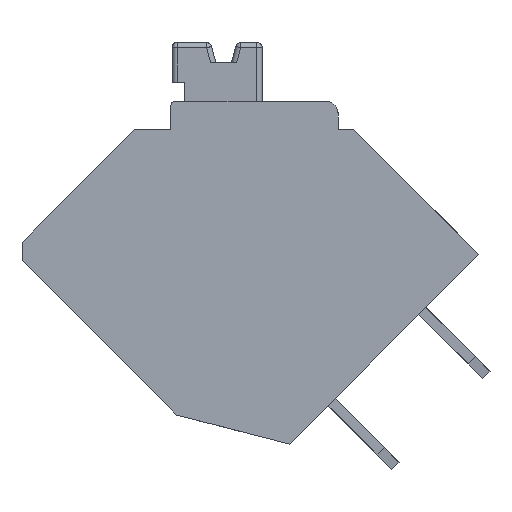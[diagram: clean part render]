
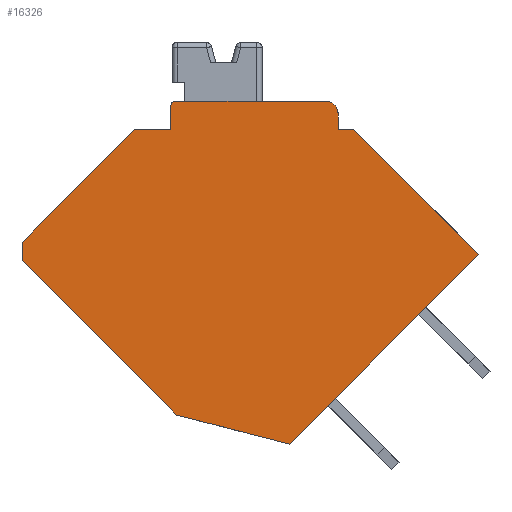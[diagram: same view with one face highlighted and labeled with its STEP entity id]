
A CAD part, left-side view. The second image highlights one B-rep face of the part: STEP entity #16326.
In plain terms, the highlighted planar face has unit normal (-1, 0, 0).
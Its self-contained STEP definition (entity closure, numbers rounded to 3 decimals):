
#353=PLANE('',#17331);
#919=CIRCLE('',#17289,0.5);
#921=CIRCLE('',#17293,0.2);
#2433=ORIENTED_EDGE('',*,*,#7117,.F.);
#2434=ORIENTED_EDGE('',*,*,#7123,.T.);
#2435=ORIENTED_EDGE('',*,*,#6321,.F.);
#2436=ORIENTED_EDGE('',*,*,#7114,.F.);
#2437=ORIENTED_EDGE('',*,*,#7061,.F.);
#2438=ORIENTED_EDGE('',*,*,#6356,.F.);
#2439=ORIENTED_EDGE('',*,*,#7105,.F.);
#2440=ORIENTED_EDGE('',*,*,#7104,.F.);
#2441=ORIENTED_EDGE('',*,*,#7004,.T.);
#2442=ORIENTED_EDGE('',*,*,#6999,.F.);
#2443=ORIENTED_EDGE('',*,*,#7011,.T.);
#2444=ORIENTED_EDGE('',*,*,#7009,.F.);
#2445=ORIENTED_EDGE('',*,*,#7069,.F.);
#6321=EDGE_CURVE('',#8757,#8758,#10336,.T.);
#6356=EDGE_CURVE('',#8790,#8791,#10371,.T.);
#6999=EDGE_CURVE('',#9343,#9344,#10965,.T.);
#7004=EDGE_CURVE('',#9348,#9344,#919,.T.);
#7009=EDGE_CURVE('',#9352,#9349,#10972,.T.);
#7011=EDGE_CURVE('',#9343,#9349,#921,.T.);
#7061=EDGE_CURVE('',#8791,#9389,#11022,.T.);
#7069=EDGE_CURVE('',#9394,#9352,#11027,.T.);
#7104=EDGE_CURVE('',#9348,#9412,#11046,.T.);
#7105=EDGE_CURVE('',#9412,#8790,#11047,.T.);
#7114=EDGE_CURVE('',#9389,#8757,#11056,.T.);
#7117=EDGE_CURVE('',#9414,#9394,#11059,.T.);
#7123=EDGE_CURVE('',#9414,#8758,#11064,.F.);
#8757=VERTEX_POINT('',#23276);
#8758=VERTEX_POINT('',#23278);
#8790=VERTEX_POINT('',#23347);
#8791=VERTEX_POINT('',#23349);
#9343=VERTEX_POINT('',#24662);
#9344=VERTEX_POINT('',#24664);
#9348=VERTEX_POINT('',#24678);
#9349=VERTEX_POINT('',#24682);
#9352=VERTEX_POINT('',#24687);
#9389=VERTEX_POINT('',#24787);
#9394=VERTEX_POINT('',#24802);
#9412=VERTEX_POINT('',#24855);
#9414=VERTEX_POINT('',#24874);
#10336=LINE('',#23277,#12360);
#10371=LINE('',#23348,#12395);
#10965=LINE('',#24663,#12989);
#10972=LINE('',#24688,#12996);
#11022=LINE('',#24789,#13046);
#11027=LINE('',#24803,#13051);
#11046=LINE('',#24857,#13070);
#11047=LINE('',#24859,#13071);
#11056=LINE('',#24869,#13080);
#11059=LINE('',#24875,#13083);
#11064=LINE('',#24885,#13088);
#12360=VECTOR('',#18611,1000.);
#12395=VECTOR('',#18652,1000.);
#12989=VECTOR('',#19510,1000.);
#12996=VECTOR('',#19525,1000.);
#13046=VECTOR('',#19603,1000.);
#13051=VECTOR('',#19616,1000.);
#13070=VECTOR('',#19669,1000.);
#13071=VECTOR('',#19672,1000.);
#13080=VECTOR('',#19683,1000.);
#13083=VECTOR('',#19688,1000.);
#13088=VECTOR('',#19699,1000.);
#14365=EDGE_LOOP('',(#2433,#2434,#2435,#2436,#2437,#2438,#2439,#2440,#2441,
#2442,#2443,#2444,#2445));
#15258=FACE_BOUND('',#14365,.T.);
#16326=ADVANCED_FACE('',(#15258),#353,.T.);
#17289=AXIS2_PLACEMENT_3D('',#24677,#19517,#19518);
#17293=AXIS2_PLACEMENT_3D('',#24691,#19530,#19531);
#17331=AXIS2_PLACEMENT_3D('',#24884,#19697,#19698);
#18611=DIRECTION('',(0.,0.707,0.707));
#18652=DIRECTION('',(0.,-0.707,-0.707));
#19510=DIRECTION('',(0.,-1.,0.));
#19517=DIRECTION('',(-1.,0.,0.));
#19518=DIRECTION('',(0.,0.,1.));
#19525=DIRECTION('',(0.,0.,1.));
#19530=DIRECTION('',(-1.,0.,0.));
#19531=DIRECTION('',(0.,0.,1.));
#19603=DIRECTION('',(0.,0.707,-0.707));
#19616=DIRECTION('',(0.,-1.,0.));
#19669=DIRECTION('',(0.,0.,-1.));
#19672=DIRECTION('',(0.,-1.,0.));
#19683=DIRECTION('',(0.,0.968,0.25));
#19688=DIRECTION('',(0.,-0.707,0.707));
#19697=DIRECTION('',(-1.,0.,0.));
#19698=DIRECTION('',(0.,0.,1.));
#19699=DIRECTION('',(0.,0.,1.));
#23276=CARTESIAN_POINT('',(-10.85,3.017,-6.364));
#23277=CARTESIAN_POINT('',(-10.85,3.017,-6.364));
#23278=CARTESIAN_POINT('',(-10.85,9.027,-0.354));
#23347=CARTESIAN_POINT('',(-10.85,-3.85,4.731));
#23348=CARTESIAN_POINT('',(-10.85,-3.85,4.731));
#23349=CARTESIAN_POINT('',(-10.85,-8.722,-0.141));
#24662=CARTESIAN_POINT('',(-10.85,3.05,5.831));
#24663=CARTESIAN_POINT('',(-10.85,3.25,5.831));
#24664=CARTESIAN_POINT('',(-10.85,-2.75,5.831));
#24677=CARTESIAN_POINT('',(-10.85,-2.75,5.331));
#24678=CARTESIAN_POINT('',(-10.85,-3.25,5.331));
#24682=CARTESIAN_POINT('',(-10.85,3.25,5.631));
#24687=CARTESIAN_POINT('',(-10.85,3.25,4.731));
#24688=CARTESIAN_POINT('',(-10.85,3.25,5.831));
#24691=CARTESIAN_POINT('',(-10.85,3.05,5.631));
#24787=CARTESIAN_POINT('',(-10.85,-1.368,-7.495));
#24789=CARTESIAN_POINT('',(-10.85,-8.722,-0.141));
#24802=CARTESIAN_POINT('',(-10.85,4.65,4.731));
#24803=CARTESIAN_POINT('',(-10.85,3.25,4.731));
#24855=CARTESIAN_POINT('',(-10.85,-3.25,4.731));
#24857=CARTESIAN_POINT('',(-10.85,-3.25,4.731));
#24859=CARTESIAN_POINT('',(-10.85,-3.85,4.731));
#24869=CARTESIAN_POINT('',(-10.85,-1.368,-7.495));
#24874=CARTESIAN_POINT('',(-10.85,9.027,0.354));
#24875=CARTESIAN_POINT('',(-10.85,9.381,0.));
#24884=CARTESIAN_POINT('',(-10.85,0.,0.));
#24885=CARTESIAN_POINT('',(-10.85,9.027,0.));
